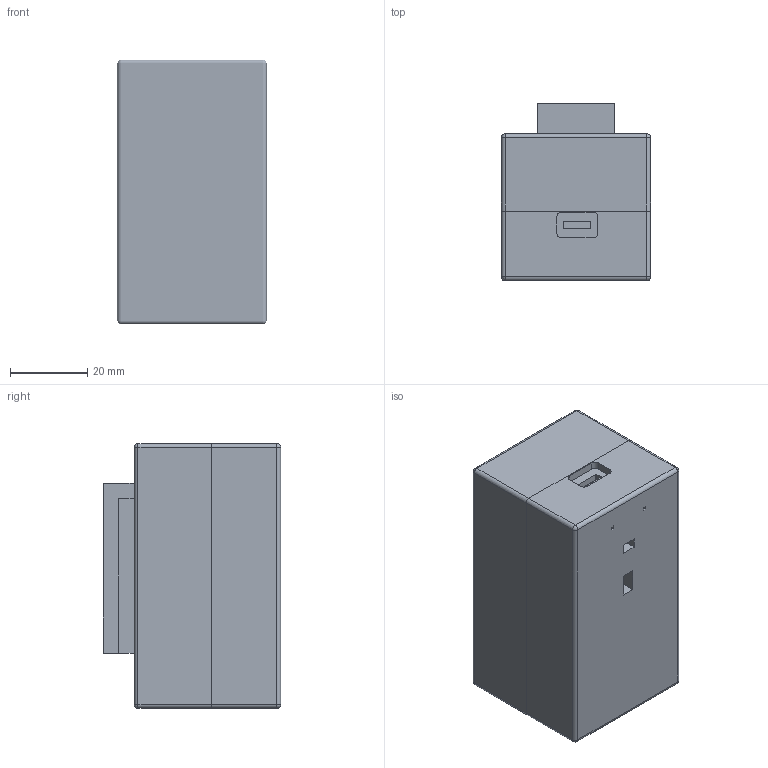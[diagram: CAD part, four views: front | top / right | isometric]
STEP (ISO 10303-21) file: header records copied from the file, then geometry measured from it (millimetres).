
FILE_DESCRIPTION(('FreeCAD Model'),'2;1');
FILE_NAME('Open CASCADE Shape Model','2025-08-11T04:33:01',(''),(''), 'Open CASCADE STEP processor 7.8','FreeCAD','Unknown');
FILE_SCHEMA(('AUTOMOTIVE_DESIGN { 1 0 10303 214 1 1 1 1 }'));
Length unit declared in the file: millimetre
Products named in the file (6): Assembly_Enclosure; Part_EnclosureTop; Body_EnclosureTop; Part_EnclosureBottom; Body_EnclosureBottom; M2x34-Screw
Assembly tree (8 placements, depth 3):
  Assembly_Enclosure
    Part_EnclosureTop
      Body_EnclosureTop
    Part_EnclosureBottom
      Body_EnclosureBottom
    M2x34-Screw  x4
Bounding box: 38.64 x 46 x 68.64 mm (x, y, z)
Volume: 50547.9 mm3; surface area: 28003.3 mm2
Topology: 6 solids, 6 shells, 860 faces, 1810 edges, 969 vertices
Faces by surface type: bspline 492, cylinder 218, plane 107, cone 27, sphere 8, torus 8
Full cylindrical faces by diameter (mm): 0.75 x2, 1.6 x7, 2 x156, 2.4 x4, 2.54 x4, 3.9 x4, 5.5 x1
Entity records: 19768 total; most frequent: CARTESIAN_POINT 13492, ORIENTED_EDGE 1412, DIRECTION 974, EDGE_CURVE 706, VERTEX_POINT 408, FACE_BOUND 360, EDGE_LOOP 360, AXIS2_PLACEMENT_3D 349
